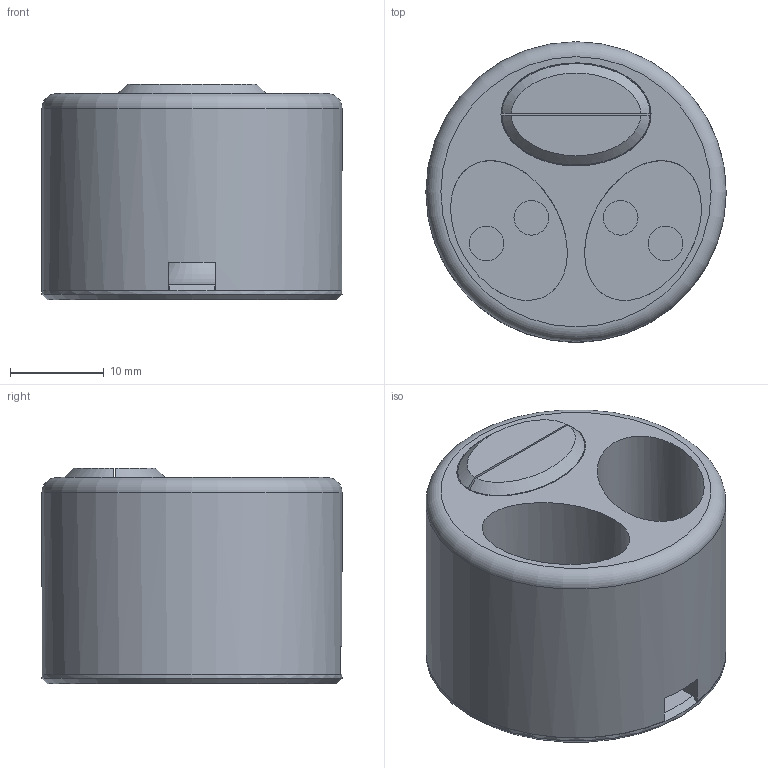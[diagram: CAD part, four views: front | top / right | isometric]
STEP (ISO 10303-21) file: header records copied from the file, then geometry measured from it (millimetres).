
FILE_DESCRIPTION(/* description */ (''),/* implementation_level */ '2;1');
FILE_NAME(/* name */ 'BLDC Visualizer v6.step',/* time_stamp */ '2024-10-10T21:42:37+05:30',/* author */ (''),/* organization */ (''),/* preprocessor_version */ 'ST-DEVELOPER v20',/* originating_system */ 'Autodesk Translation Framework v13.20.0.188',/* authorisation */ '');
FILE_SCHEMA (('AUTOMOTIVE_DESIGN { 1 0 10303 214 3 1 1 }'));
Length unit declared in the file: millimetre
Products named in the file (1): BLDC Visualizer
Bounding box: 32 x 32 x 23 mm (x, y, z)
Volume: 10033.1 mm3; surface area: 9043.7 mm2
Topology: 4 solids, 5 shells, 59 faces, 104 edges, 68 vertices
Faces by surface type: plane 32, cylinder 16, bspline 7, torus 2, cone 2
Full cylindrical faces by diameter (mm): 2 x2, 3.7 x8, 4.2 x1, 5.5 x1, 28 x1, 32 x2
Entity records: 1705 total; most frequent: CARTESIAN_POINT 519, DIRECTION 245, ORIENTED_EDGE 208, EDGE_CURVE 104, AXIS2_PLACEMENT_3D 104, EDGE_LOOP 74, VERTEX_POINT 68, FACE_OUTER_BOUND 59
